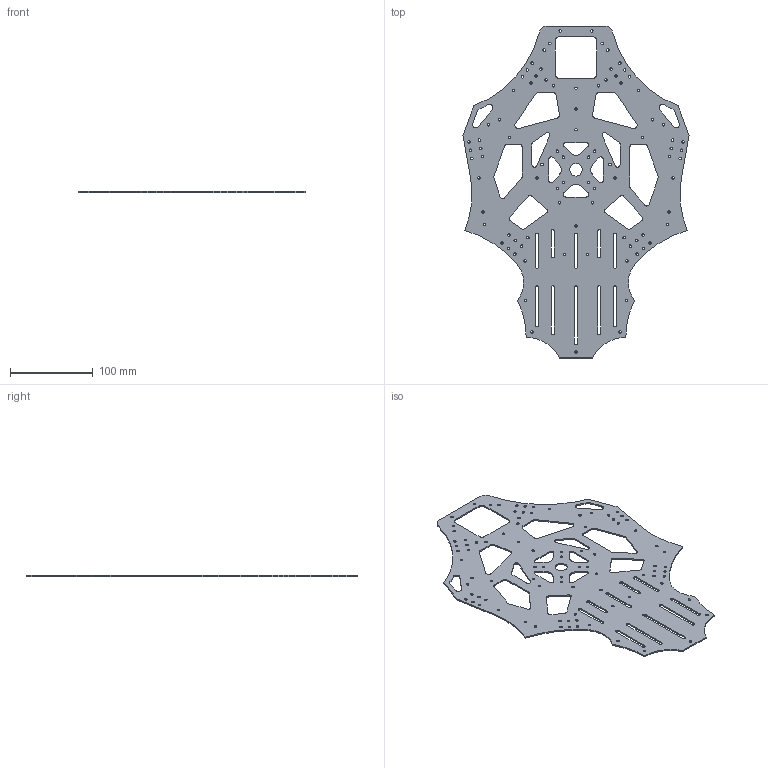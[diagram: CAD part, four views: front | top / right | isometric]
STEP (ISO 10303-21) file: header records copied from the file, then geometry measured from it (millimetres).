
FILE_DESCRIPTION(/* description */ (''),/* implementation_level */ '2;1');
FILE_NAME(/* name */ 'Mid Plate.stp',/* time_stamp */ '2014-06-10T21:09:44-04:00',/* author */ (''),/* organization */ (''),/* preprocessor_version */ 'ST-DEVELOPER v11',/* originating_system */ 'SIEMENS PLM Software NX 7.5',/* authorisation */ '');
FILE_SCHEMA (('CONFIG_CONTROL_DESIGN'));
Length unit declared in the file: millimetre
Products named in the file (1): Gear4396z9wy
Bounding box: 272.34 x 400 x 1.6 mm (x, y, z)
Volume: 90050.7 mm3; surface area: 120212 mm2
Topology: 1 solids, 1 shells, 260 faces, 794 edges, 536 vertices
Faces by surface type: cylinder 180, plane 80
Full cylindrical faces by diameter (mm): 3 x89, 15 x1
Entity records: 8994 total; most frequent: DIRECTION 1566, CARTESIAN_POINT 1461, ORIENTED_EDGE 1368, EDGE_CURVE 684, AXIS2_PLACEMENT_3D 621, EDGE_LOOP 580, VERTEX_POINT 516, FACE_BOUND 412
